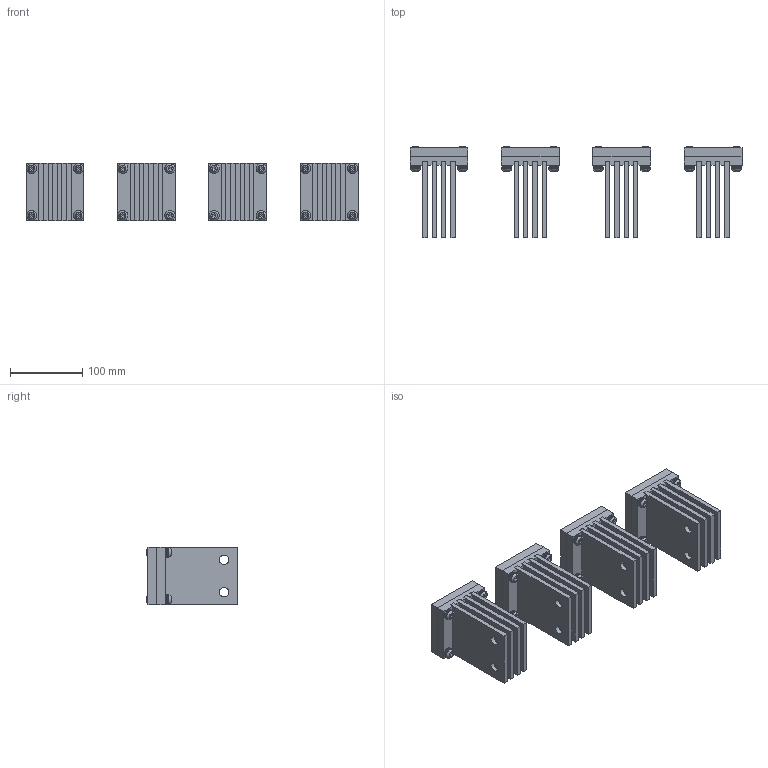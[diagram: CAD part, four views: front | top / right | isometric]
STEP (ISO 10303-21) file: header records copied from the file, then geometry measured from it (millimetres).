
FILE_DESCRIPTION(('CATIA V5 STEP Exchange'),'2;1');
FILE_NAME('1SDH001336R0207_E4.2_IV_TERMINALS_VR_UL_LOWER_2500A.stp','2014-09-18T15:44:37+00:00',('none'),('none'),'CATIA Version 5 Release 20 SP 6 (IN-10)','CATIA V5 STEP AP214','none');
FILE_SCHEMA(('AUTOMOTIVE_DESIGN { 1 0 10303 214 1 1 1 1 }'));
Length unit declared in the file: millimetre
Products named in the file (1): E4.2_IV_TERMINALS_VR_UL_LOWER_AllCATPart
Bounding box: 458 x 126.5 x 80 mm (x, y, z)
Volume: 1351237.2 mm3; surface area: 487632.5 mm2
Topology: 72 solids, 72 shells, 1200 faces, 2912 edges, 1872 vertices
Faces by surface type: plane 464, cylinder 416, torus 224, cone 64, sphere 32
Entity records: 33910 total; most frequent: CARTESIAN_POINT 7225, ORIENTED_EDGE 5760, DIRECTION 4272, EDGE_CURVE 2880, AXIS2_PLACEMENT_3D 2185, VERTEX_POINT 1872, EDGE_LOOP 1440, CIRCLE 1344
